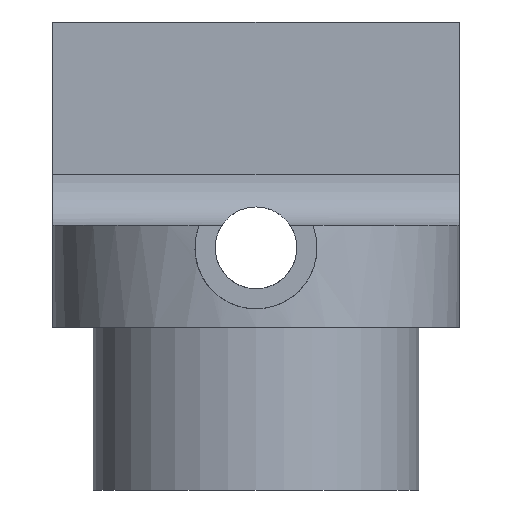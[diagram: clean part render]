
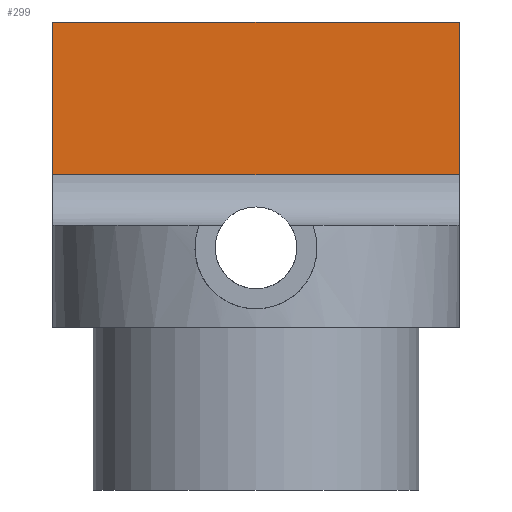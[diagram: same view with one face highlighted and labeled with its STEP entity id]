
A CAD part, left-side view. The second image highlights one B-rep face of the part: STEP entity #299.
In plain terms, the highlighted planar face has unit normal (-1, 0, 0).
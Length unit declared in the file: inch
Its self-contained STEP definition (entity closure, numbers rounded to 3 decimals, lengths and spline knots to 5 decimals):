
#17=PLANE('',#346);
#36=FACE_OUTER_BOUND('',#53,.T.);
#53=EDGE_LOOP('',(#244,#245,#246,#247));
#93=LINE('',#578,#118);
#94=LINE('',#582,#119);
#95=LINE('',#584,#120);
#96=LINE('',#585,#121);
#118=VECTOR('',#400,0.3937);
#119=VECTOR('',#405,0.3937);
#120=VECTOR('',#406,0.3937);
#121=VECTOR('',#407,0.3937);
#150=VERTEX_POINT('',#575);
#151=VERTEX_POINT('',#577);
#152=VERTEX_POINT('',#581);
#153=VERTEX_POINT('',#583);
#185=EDGE_CURVE('',#150,#151,#93,.T.);
#187=EDGE_CURVE('',#150,#152,#94,.T.);
#188=EDGE_CURVE('',#153,#152,#95,.T.);
#189=EDGE_CURVE('',#151,#153,#96,.T.);
#244=ORIENTED_EDGE('',*,*,#185,.F.);
#245=ORIENTED_EDGE('',*,*,#187,.T.);
#246=ORIENTED_EDGE('',*,*,#188,.F.);
#247=ORIENTED_EDGE('',*,*,#189,.F.);
#299=ADVANCED_FACE('',(#36),#17,.T.);
#346=AXIS2_PLACEMENT_3D('',#580,#403,#404);
#400=DIRECTION('',(0.,1.,0.));
#403=DIRECTION('center_axis',(-1.,0.,0.));
#404=DIRECTION('ref_axis',(0.,-1.,0.));
#405=DIRECTION('',(0.,0.,1.));
#406=DIRECTION('',(0.,-1.,0.));
#407=DIRECTION('',(0.,0.,1.));
#575=CARTESIAN_POINT('',(0.375,-0.5,0.775));
#577=CARTESIAN_POINT('',(0.375,0.5,0.775));
#578=CARTESIAN_POINT('',(0.375,0.25,0.775));
#580=CARTESIAN_POINT('Origin',(0.375,0.5,0.65));
#581=CARTESIAN_POINT('',(0.375,-0.5,1.15));
#582=CARTESIAN_POINT('',(0.375,-0.5,0.65));
#583=CARTESIAN_POINT('',(0.375,0.5,1.15));
#584=CARTESIAN_POINT('',(0.375,0.5,1.15));
#585=CARTESIAN_POINT('',(0.375,0.5,0.65));
